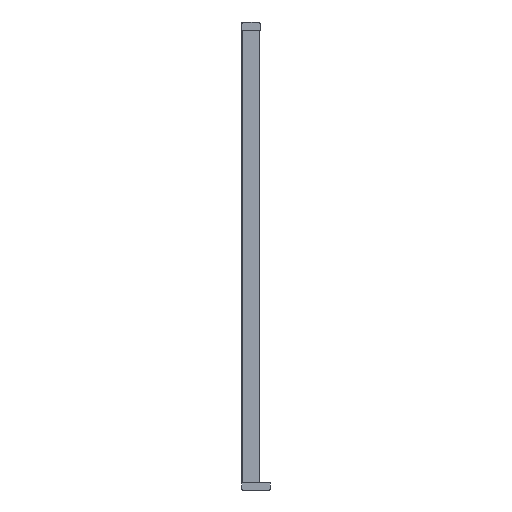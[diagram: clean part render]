
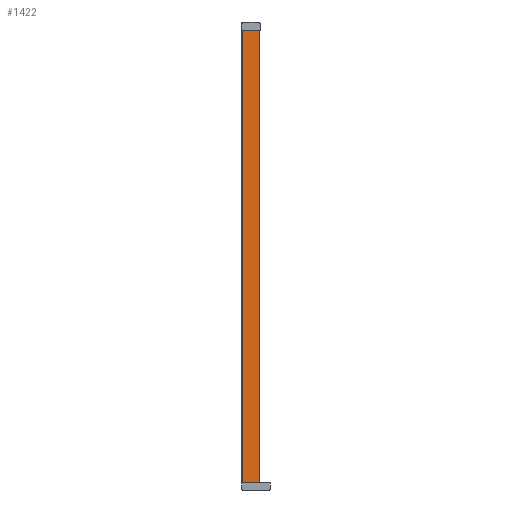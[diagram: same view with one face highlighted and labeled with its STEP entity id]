
A CAD part, left-side view. The second image highlights one B-rep face of the part: STEP entity #1422.
In plain terms, the highlighted planar face has unit normal (-1, 0, 0).
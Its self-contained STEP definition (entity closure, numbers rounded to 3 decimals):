
#1422 = ADVANCED_FACE('',(#1423),#1437,.T.);
#1423 = FACE_BOUND('',#1424,.T.);
#1424 = EDGE_LOOP('',(#1425,#1460,#1488,#1516));
#1425 = ORIENTED_EDGE('',*,*,#1426,.T.);
#1426 = EDGE_CURVE('',#1427,#1429,#1431,.T.);
#1427 = VERTEX_POINT('',#1428);
#1428 = CARTESIAN_POINT('',(-19.,-41.3,0.));
#1429 = VERTEX_POINT('',#1430);
#1430 = CARTESIAN_POINT('',(-19.,-41.3,2222.7));
#1431 = SURFACE_CURVE('',#1432,(#1436,#1448),.PCURVE_S1.);
#1432 = LINE('',#1433,#1434);
#1433 = CARTESIAN_POINT('',(-19.,-41.3,0.));
#1434 = VECTOR('',#1435,1.);
#1435 = DIRECTION('',(0.,0.,1.));
#1436 = PCURVE('',#1437,#1442);
#1437 = PLANE('',#1438);
#1438 = AXIS2_PLACEMENT_3D('',#1439,#1440,#1441);
#1439 = CARTESIAN_POINT('',(-19.,-41.3,0.));
#1440 = DIRECTION('',(-1.,0.,0.));
#1441 = DIRECTION('',(0.,1.,0.));
#1442 = DEFINITIONAL_REPRESENTATION('',(#1443),#1447);
#1443 = LINE('',#1444,#1445);
#1444 = CARTESIAN_POINT('',(0.,0.));
#1445 = VECTOR('',#1446,1.);
#1446 = DIRECTION('',(0.,-1.));
#1447 = ( GEOMETRIC_REPRESENTATION_CONTEXT(2) 
PARAMETRIC_REPRESENTATION_CONTEXT() REPRESENTATION_CONTEXT('2D SPACE',''
  ) );
#1448 = PCURVE('',#1449,#1454);
#1449 = CYLINDRICAL_SURFACE('',#1450,3.2);
#1450 = AXIS2_PLACEMENT_3D('',#1451,#1452,#1453);
#1451 = CARTESIAN_POINT('',(-15.8,-41.3,0.));
#1452 = DIRECTION('',(-0.,-0.,-1.));
#1453 = DIRECTION('',(1.,0.,0.));
#1454 = DEFINITIONAL_REPRESENTATION('',(#1455),#1459);
#1455 = LINE('',#1456,#1457);
#1456 = CARTESIAN_POINT('',(-3.142,0.));
#1457 = VECTOR('',#1458,1.);
#1458 = DIRECTION('',(-0.,-1.));
#1459 = ( GEOMETRIC_REPRESENTATION_CONTEXT(2) 
PARAMETRIC_REPRESENTATION_CONTEXT() REPRESENTATION_CONTEXT('2D SPACE',''
  ) );
#1460 = ORIENTED_EDGE('',*,*,#1461,.T.);
#1461 = EDGE_CURVE('',#1429,#1462,#1464,.T.);
#1462 = VERTEX_POINT('',#1463);
#1463 = CARTESIAN_POINT('',(-19.,41.3,2222.7));
#1464 = SURFACE_CURVE('',#1465,(#1469,#1476),.PCURVE_S1.);
#1465 = LINE('',#1466,#1467);
#1466 = CARTESIAN_POINT('',(-19.,0.,2222.7));
#1467 = VECTOR('',#1468,1.);
#1468 = DIRECTION('',(0.,1.,0.));
#1469 = PCURVE('',#1437,#1470);
#1470 = DEFINITIONAL_REPRESENTATION('',(#1471),#1475);
#1471 = LINE('',#1472,#1473);
#1472 = CARTESIAN_POINT('',(41.3,-2222.7));
#1473 = VECTOR('',#1474,1.);
#1474 = DIRECTION('',(1.,0.));
#1475 = ( GEOMETRIC_REPRESENTATION_CONTEXT(2) 
PARAMETRIC_REPRESENTATION_CONTEXT() REPRESENTATION_CONTEXT('2D SPACE',''
  ) );
#1476 = PCURVE('',#1477,#1482);
#1477 = PLANE('',#1478);
#1478 = AXIS2_PLACEMENT_3D('',#1479,#1480,#1481);
#1479 = CARTESIAN_POINT('',(0.,0.,2222.7));
#1480 = DIRECTION('',(0.,0.,1.));
#1481 = DIRECTION('',(1.,0.,0.));
#1482 = DEFINITIONAL_REPRESENTATION('',(#1483),#1487);
#1483 = LINE('',#1484,#1485);
#1484 = CARTESIAN_POINT('',(-19.,0.));
#1485 = VECTOR('',#1486,1.);
#1486 = DIRECTION('',(0.,1.));
#1487 = ( GEOMETRIC_REPRESENTATION_CONTEXT(2) 
PARAMETRIC_REPRESENTATION_CONTEXT() REPRESENTATION_CONTEXT('2D SPACE',''
  ) );
#1488 = ORIENTED_EDGE('',*,*,#1489,.F.);
#1489 = EDGE_CURVE('',#1490,#1462,#1492,.T.);
#1490 = VERTEX_POINT('',#1491);
#1491 = CARTESIAN_POINT('',(-19.,41.3,0.));
#1492 = SURFACE_CURVE('',#1493,(#1497,#1504),.PCURVE_S1.);
#1493 = LINE('',#1494,#1495);
#1494 = CARTESIAN_POINT('',(-19.,41.3,0.));
#1495 = VECTOR('',#1496,1.);
#1496 = DIRECTION('',(0.,0.,1.));
#1497 = PCURVE('',#1437,#1498);
#1498 = DEFINITIONAL_REPRESENTATION('',(#1499),#1503);
#1499 = LINE('',#1500,#1501);
#1500 = CARTESIAN_POINT('',(82.6,0.));
#1501 = VECTOR('',#1502,1.);
#1502 = DIRECTION('',(0.,-1.));
#1503 = ( GEOMETRIC_REPRESENTATION_CONTEXT(2) 
PARAMETRIC_REPRESENTATION_CONTEXT() REPRESENTATION_CONTEXT('2D SPACE',''
  ) );
#1504 = PCURVE('',#1505,#1510);
#1505 = CYLINDRICAL_SURFACE('',#1506,3.2);
#1506 = AXIS2_PLACEMENT_3D('',#1507,#1508,#1509);
#1507 = CARTESIAN_POINT('',(-15.8,41.3,0.));
#1508 = DIRECTION('',(-0.,-0.,-1.));
#1509 = DIRECTION('',(1.,0.,0.));
#1510 = DEFINITIONAL_REPRESENTATION('',(#1511),#1515);
#1511 = LINE('',#1512,#1513);
#1512 = CARTESIAN_POINT('',(-3.142,0.));
#1513 = VECTOR('',#1514,1.);
#1514 = DIRECTION('',(-0.,-1.));
#1515 = ( GEOMETRIC_REPRESENTATION_CONTEXT(2) 
PARAMETRIC_REPRESENTATION_CONTEXT() REPRESENTATION_CONTEXT('2D SPACE',''
  ) );
#1516 = ORIENTED_EDGE('',*,*,#1517,.F.);
#1517 = EDGE_CURVE('',#1427,#1490,#1518,.T.);
#1518 = SURFACE_CURVE('',#1519,(#1523,#1530),.PCURVE_S1.);
#1519 = LINE('',#1520,#1521);
#1520 = CARTESIAN_POINT('',(-19.,0.,0.));
#1521 = VECTOR('',#1522,1.);
#1522 = DIRECTION('',(0.,1.,0.));
#1523 = PCURVE('',#1437,#1524);
#1524 = DEFINITIONAL_REPRESENTATION('',(#1525),#1529);
#1525 = LINE('',#1526,#1527);
#1526 = CARTESIAN_POINT('',(41.3,0.));
#1527 = VECTOR('',#1528,1.);
#1528 = DIRECTION('',(1.,0.));
#1529 = ( GEOMETRIC_REPRESENTATION_CONTEXT(2) 
PARAMETRIC_REPRESENTATION_CONTEXT() REPRESENTATION_CONTEXT('2D SPACE',''
  ) );
#1530 = PCURVE('',#1531,#1536);
#1531 = PLANE('',#1532);
#1532 = AXIS2_PLACEMENT_3D('',#1533,#1534,#1535);
#1533 = CARTESIAN_POINT('',(0.,0.,0.));
#1534 = DIRECTION('',(0.,0.,1.));
#1535 = DIRECTION('',(1.,0.,0.));
#1536 = DEFINITIONAL_REPRESENTATION('',(#1537),#1541);
#1537 = LINE('',#1538,#1539);
#1538 = CARTESIAN_POINT('',(-19.,0.));
#1539 = VECTOR('',#1540,1.);
#1540 = DIRECTION('',(0.,1.));
#1541 = ( GEOMETRIC_REPRESENTATION_CONTEXT(2) 
PARAMETRIC_REPRESENTATION_CONTEXT() REPRESENTATION_CONTEXT('2D SPACE',''
  ) );
